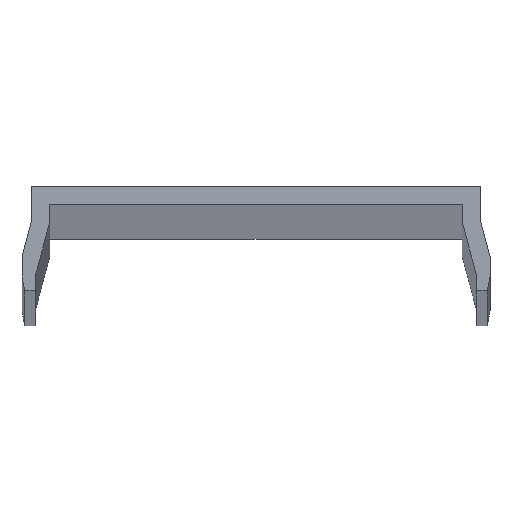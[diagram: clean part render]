
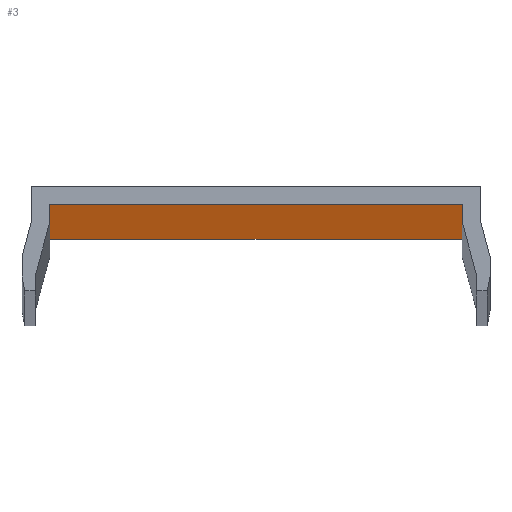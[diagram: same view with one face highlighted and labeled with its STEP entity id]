
A CAD part, top view. The second image highlights one B-rep face of the part: STEP entity #3.
In plain terms, the highlighted planar face has unit normal (0, -1, 0).
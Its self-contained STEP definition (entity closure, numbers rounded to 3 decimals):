
#3 = ADVANCED_FACE ( 'NONE', ( #417 ), #509, .F. ) ;
#72 = EDGE_LOOP ( 'NONE', ( #368, #284, #472, #558 ) ) ;
#78 = VERTEX_POINT ( 'NONE', #339 ) ;
#80 = EDGE_CURVE ( 'NONE', #129, #98, #327, .T. ) ;
#84 = LINE ( 'NONE', #104, #456 ) ;
#92 = DIRECTION ( 'NONE',  ( 1., 0., 0. ) ) ;
#98 = VERTEX_POINT ( 'NONE', #270 ) ;
#104 = CARTESIAN_POINT ( 'NONE',  ( 0., -1.8, 1000. ) ) ;
#129 = VERTEX_POINT ( 'NONE', #135 ) ;
#135 = CARTESIAN_POINT ( 'NONE',  ( -20.7, -1.8, -1000. ) ) ;
#158 = EDGE_CURVE ( 'NONE', #78, #508, #84, .T. ) ;
#214 = CARTESIAN_POINT ( 'NONE',  ( 20.7, -1.8, 1000. ) ) ;
#234 = DIRECTION ( 'NONE',  ( 0., 0., -1. ) ) ;
#242 = CARTESIAN_POINT ( 'NONE',  ( 20.7, -1.8, 1000. ) ) ;
#262 = LINE ( 'NONE', #242, #617 ) ;
#270 = CARTESIAN_POINT ( 'NONE',  ( 20.7, -1.8, -1000. ) ) ;
#284 = ORIENTED_EDGE ( 'NONE', *, *, #484, .F. ) ;
#317 = CARTESIAN_POINT ( 'NONE',  ( 0., -1.8, -1000. ) ) ;
#325 = DIRECTION ( 'NONE',  ( 0., 0., -1. ) ) ;
#327 = LINE ( 'NONE', #317, #582 ) ;
#329 = CARTESIAN_POINT ( 'NONE',  ( -20.7, -1.8, 1000. ) ) ;
#339 = CARTESIAN_POINT ( 'NONE',  ( -20.7, -1.8, 1000. ) ) ;
#368 = ORIENTED_EDGE ( 'NONE', *, *, #80, .T. ) ;
#417 = FACE_OUTER_BOUND ( 'NONE', #72, .T. ) ;
#421 = EDGE_CURVE ( 'NONE', #78, #129, #625, .T. ) ;
#429 = DIRECTION ( 'NONE',  ( 1., 0., 0. ) ) ;
#441 = DIRECTION ( 'NONE',  ( -1., 0., 0. ) ) ;
#455 = DIRECTION ( 'NONE',  ( 0., 1., 0. ) ) ;
#456 = VECTOR ( 'NONE', #92, 1000. ) ;
#465 = AXIS2_PLACEMENT_3D ( 'NONE', #588, #455, #441 ) ;
#472 = ORIENTED_EDGE ( 'NONE', *, *, #158, .F. ) ;
#484 = EDGE_CURVE ( 'NONE', #508, #98, #262, .T. ) ;
#508 = VERTEX_POINT ( 'NONE', #214 ) ;
#509 = PLANE ( 'NONE',  #465 ) ;
#558 = ORIENTED_EDGE ( 'NONE', *, *, #421, .T. ) ;
#582 = VECTOR ( 'NONE', #429, 1000. ) ;
#588 = CARTESIAN_POINT ( 'NONE',  ( 0., -1.8, 1000. ) ) ;
#617 = VECTOR ( 'NONE', #234, 1000. ) ;
#625 = LINE ( 'NONE', #329, #629 ) ;
#629 = VECTOR ( 'NONE', #325, 1000. ) ;
